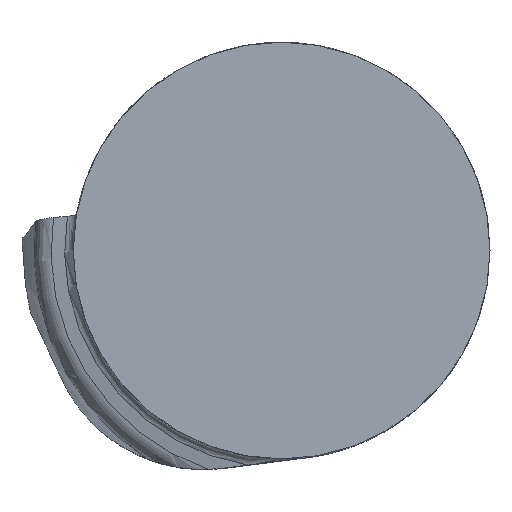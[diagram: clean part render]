
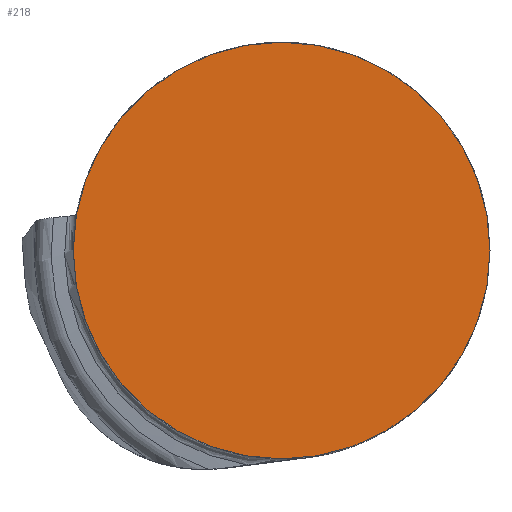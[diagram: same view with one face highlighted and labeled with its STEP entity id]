
A CAD part, top view. The second image highlights one B-rep face of the part: STEP entity #218.
In plain terms, the highlighted planar face has unit normal (0, 0, 1).
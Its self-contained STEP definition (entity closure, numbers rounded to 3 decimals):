
#172=FACE_OUTER_BOUND('',#437,.T.);
#218=ADVANCED_FACE('',(#172),#248,.T.);
#248=PLANE('',#1108);
#437=EDGE_LOOP('',(#667));
#667=ORIENTED_EDGE('',*,*,#841,.T.);
#747=VERTEX_POINT('',#1677);
#841=EDGE_CURVE('',#747,#747,#912,.T.);
#912=CIRCLE('',#1061,20.);
#1061=AXIS2_PLACEMENT_3D('',#1676,#1244,#1245);
#1108=AXIS2_PLACEMENT_3D('',#1842,#1358,#1359);
#1244=DIRECTION('',(0.,0.,1.));
#1245=DIRECTION('',(1.,0.,0.));
#1358=DIRECTION('',(0.,0.,1.));
#1359=DIRECTION('',(1.,0.,0.));
#1676=CARTESIAN_POINT('',(0.,0.,0.));
#1677=CARTESIAN_POINT('',(20.,0.,0.));
#1842=CARTESIAN_POINT('',(0.,0.,0.));
